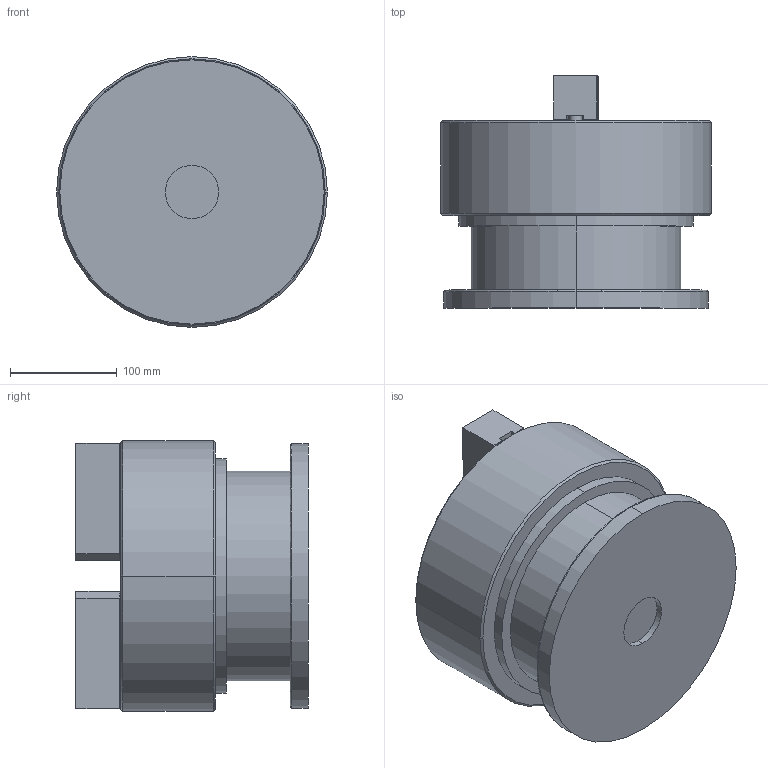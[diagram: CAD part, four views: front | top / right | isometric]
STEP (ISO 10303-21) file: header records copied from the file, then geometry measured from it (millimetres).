
FILE_DESCRIPTION (( 'STEP AP203' ), '1' );
FILE_NAME ('CF-VP-210.STEP', '2020-01-21T09:39:28', ( 'temp' ), ( '' ), 'SwSTEP 2.0', 'SolidWorks 2016', '' );
FILE_SCHEMA (( 'CONFIG_CONTROL_DESIGN' ));
Length unit declared in the file: millimetre
Products named in the file (8): SJ-10; 圓頭內六角螺栓_M12x30; CF-VP-210; CF-VP-210-01000; CF-VP-210-05000; CF-VP-210-06000; CF-VP-210-07000; CF-VP-210-02000
Assembly tree (11 placements, depth 2):
  CF-VP-210
    CF-VP-210-01000
    CF-VP-210-05000
    CF-VP-210-06000
    CF-VP-210-07000
    CF-VP-210-02000
    SJ-10  x2
    圓頭內六角螺栓_M12x30  x4
Bounding box: 254 x 218 x 254 mm (x, y, z)
Volume: 7107577.5 mm3; surface area: 539816.2 mm2
Topology: 11 solids, 11 shells, 1509 faces, 4299 edges, 2826 vertices
Faces by surface type: plane 1010, cylinder 404, cone 71, bspline 24
Entity records: 28427 total; most frequent: CARTESIAN_POINT 7172, ORIENTED_EDGE 4558, DIRECTION 3869, EDGE_CURVE 2279, LINE 1673, VECTOR 1673, VERTEX_POINT 1505, AXIS2_PLACEMENT_3D 1098
